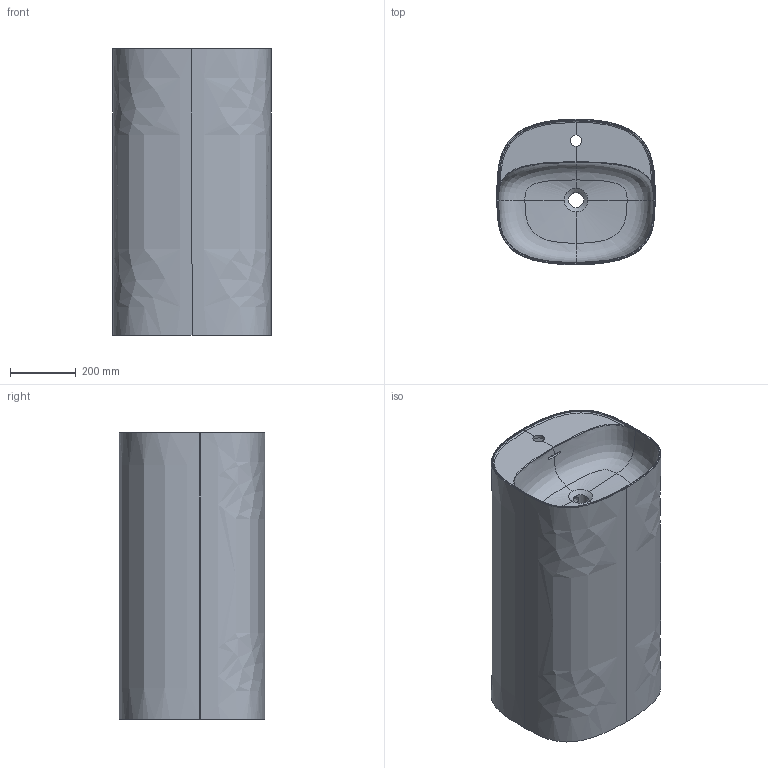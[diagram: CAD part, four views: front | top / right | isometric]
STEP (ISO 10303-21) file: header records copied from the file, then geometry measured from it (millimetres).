
FILE_DESCRIPTION(/* description */ (''),/* implementation_level */ '2;1');
FILE_NAME(/* name */ '17-110_C01367B.stp',/* time_stamp */ '2022-06-20T08:48:36+02:00',/* author */ (''),/* organization */ (''),/* preprocessor_version */ 'ST-DEVELOPER v18.101',/* originating_system */ 'SIEMENS PLM Software NX 2008',/* authorisation */ '');
FILE_SCHEMA (('AUTOMOTIVE_DESIGN { 1 0 10303 214 3 1 1 1 }'));
Length unit declared in the file: millimetre
Products named in the file (1): 17-110_C01367B_NICOS FIVE_Fusto 48x44_RUB_objects
Bounding box: 480 x 440 x 870 mm (x, y, z)
Volume: 22690016.9 mm3; surface area: 3039044.5 mm2
Topology: 3 solids, 3 shells, 303 faces, 718 edges, 388 vertices
Faces by surface type: bspline 150, cylinder 61, plane 52, sphere 20, torus 9, extrusion 7, cone 4
Full cylindrical faces by diameter (mm): 10 x2, 20 x2, 23.5 x1, 35 x1, 46 x1
Entity records: 21724 total; most frequent: CARTESIAN_POINT 16032, ORIENTED_EDGE 1354, DIRECTION 891, EDGE_CURVE 677, VERTEX_POINT 388, AXIS2_PLACEMENT_3D 372, EDGE_LOOP 321, B_SPLINE_CURVE_WITH_KNOTS 319
